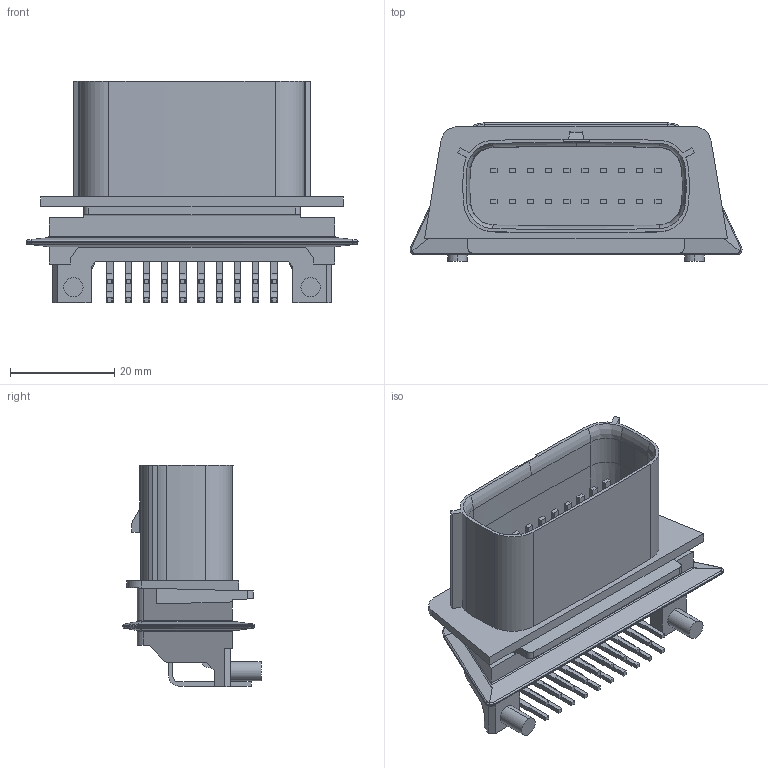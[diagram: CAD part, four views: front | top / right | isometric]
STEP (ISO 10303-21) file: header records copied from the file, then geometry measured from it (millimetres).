
FILE_DESCRIPTION (( 'STEP AP214' ), '1' );
FILE_NAME ('348302001.STEP', '2023-01-31T20:41:58', ( '' ), ( '' ), 'SwSTEP 2.0', 'SolidWorks 2022', '' );
FILE_SCHEMA (( 'AUTOMOTIVE_DESIGN' ));
Length unit declared in the file: inch
Products named in the file (1): 348302001
Bounding box: 63.69 x 26.49 x 42.56 mm (x, y, z)
Volume: 12515.5 mm3; surface area: 14172.9 mm2
Topology: 1 solids, 1 shells, 574 faces, 1528 edges, 1001 vertices
Faces by surface type: plane 402, cylinder 134, bspline 25, cone 13
Entity records: 21140 total; most frequent: CARTESIAN_POINT 4580, ORIENTED_EDGE 3056, DIRECTION 2802, EDGE_CURVE 1528, VECTOR 1184, LINE 1184, VERTEX_POINT 1001, AXIS2_PLACEMENT_3D 809
